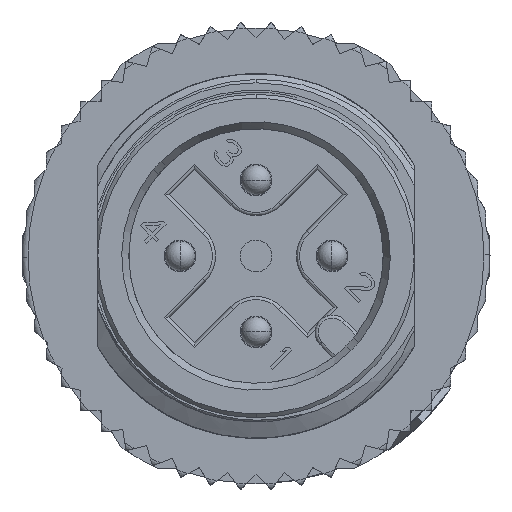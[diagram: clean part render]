
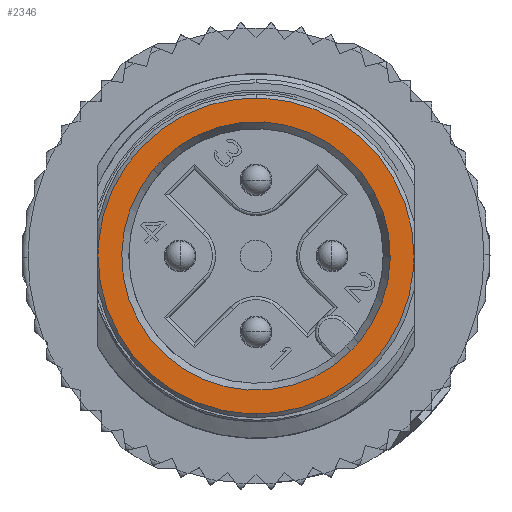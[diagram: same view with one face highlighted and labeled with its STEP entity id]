
A CAD part, front view. The second image highlights one B-rep face of the part: STEP entity #2346.
In plain terms, the highlighted planar face has unit normal (0, -1, 0).
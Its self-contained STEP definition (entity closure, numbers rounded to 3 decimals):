
#2346=ADVANCED_FACE('',(#5301,#5302),#5303,.T.);
#5301=FACE_OUTER_BOUND('',#9299,.T.);
#5302=FACE_BOUND('',#9300,.T.);
#5303=PLANE('',#9301);
#9299=EDGE_LOOP('',(#24669,#24670,#24671,#24672));
#9300=EDGE_LOOP('',(#24673,#24674,#24675,#24676));
#9301=AXIS2_PLACEMENT_3D('',#24677,#24678,#24679);
#24669=ORIENTED_EDGE('',*,*,#30504,.T.);
#24670=ORIENTED_EDGE('',*,*,#32194,.T.);
#24671=ORIENTED_EDGE('',*,*,#30499,.T.);
#24672=ORIENTED_EDGE('',*,*,#32196,.T.);
#24673=ORIENTED_EDGE('',*,*,#30649,.F.);
#24674=ORIENTED_EDGE('',*,*,#31564,.F.);
#24675=ORIENTED_EDGE('',*,*,#30654,.F.);
#24676=ORIENTED_EDGE('',*,*,#31567,.F.);
#24677=CARTESIAN_POINT('',(-5.72,-16.1,5.682));
#24678=DIRECTION('',(0.0,-1.0,0.0));
#24679=DIRECTION('',(1.0,0.0,0.0));
#30499=EDGE_CURVE('',#34736,#34733,#34737,.T.);
#30504=EDGE_CURVE('',#34745,#34742,#34746,.T.);
#30649=EDGE_CURVE('',#35002,#34998,#35004,.T.);
#30654=EDGE_CURVE('',#35011,#35007,#35013,.T.);
#31564=EDGE_CURVE('',#35007,#35002,#36328,.T.);
#31567=EDGE_CURVE('',#34998,#35011,#36331,.T.);
#32194=EDGE_CURVE('',#34742,#34736,#37222,.T.);
#32196=EDGE_CURVE('',#34733,#34745,#37224,.T.);
#34733=VERTEX_POINT('',#40875);
#34736=VERTEX_POINT('',#40879);
#34737=CIRCLE('',#40880,5.2);
#34742=VERTEX_POINT('',#40886);
#34745=VERTEX_POINT('',#40890);
#34746=CIRCLE('',#40891,5.2);
#34998=VERTEX_POINT('',#41328);
#35002=VERTEX_POINT('',#41333);
#35004=CIRCLE('',#41336,4.418);
#35007=VERTEX_POINT('',#41339);
#35011=VERTEX_POINT('',#41344);
#35013=CIRCLE('',#41347,4.418);
#36328=CIRCLE('',#43175,4.418);
#36331=CIRCLE('',#43178,4.418);
#37222=CIRCLE('',#44563,5.2);
#37224=CIRCLE('',#44565,5.2);
#40875=CARTESIAN_POINT('',(-5.18,-16.1,0.453));
#40879=CARTESIAN_POINT('',(5.2,-16.1,0.0));
#40880=AXIS2_PLACEMENT_3D('',#55243,#55244,#55245);
#40886=CARTESIAN_POINT('',(5.18,-16.1,-0.453));
#40890=CARTESIAN_POINT('',(-5.2,-16.1,0.0));
#40891=AXIS2_PLACEMENT_3D('',#55251,#55252,#55253);
#41328=CARTESIAN_POINT('',(3.385,-16.1,-2.84));
#41333=CARTESIAN_POINT('',(3.124,-16.1,-3.124));
#41336=AXIS2_PLACEMENT_3D('',#55476,#55477,#55478);
#41339=CARTESIAN_POINT('',(-3.385,-16.1,2.84));
#41344=CARTESIAN_POINT('',(-3.124,-16.1,3.124));
#41347=AXIS2_PLACEMENT_3D('',#55484,#55485,#55486);
#43175=AXIS2_PLACEMENT_3D('',#56545,#56546,#56547);
#43178=AXIS2_PLACEMENT_3D('',#56551,#56552,#56553);
#44563=AXIS2_PLACEMENT_3D('',#57082,#57083,#57084);
#44565=AXIS2_PLACEMENT_3D('',#57085,#57086,#57087);
#55243=CARTESIAN_POINT('',(0.0,-16.1,0.0));
#55244=DIRECTION('',(0.0,-1.0,0.0));
#55245=DIRECTION('',(1.0,0.0,0.0));
#55251=CARTESIAN_POINT('',(0.0,-16.1,0.0));
#55252=DIRECTION('',(0.0,-1.0,0.0));
#55253=DIRECTION('',(-1.0,0.0,0.0));
#55476=CARTESIAN_POINT('',(0.0,-16.1,0.0));
#55477=DIRECTION('',(0.0,-1.0,0.0));
#55478=DIRECTION('',(0.707,0.0,-0.707));
#55484=CARTESIAN_POINT('',(0.0,-16.1,0.0));
#55485=DIRECTION('',(0.0,-1.0,0.0));
#55486=DIRECTION('',(-0.707,0.0,0.707));
#56545=CARTESIAN_POINT('',(0.0,-16.1,0.0));
#56546=DIRECTION('',(0.0,-1.0,0.0));
#56547=DIRECTION('',(-0.707,0.0,0.707));
#56551=CARTESIAN_POINT('',(0.0,-16.1,0.0));
#56552=DIRECTION('',(0.0,-1.0,0.0));
#56553=DIRECTION('',(0.707,0.0,-0.707));
#57082=CARTESIAN_POINT('',(0.0,-16.1,0.0));
#57083=DIRECTION('',(0.0,-1.0,0.0));
#57084=DIRECTION('',(-1.0,0.0,0.0));
#57085=CARTESIAN_POINT('',(0.0,-16.1,0.0));
#57086=DIRECTION('',(0.0,-1.0,0.0));
#57087=DIRECTION('',(1.0,0.0,0.0));
